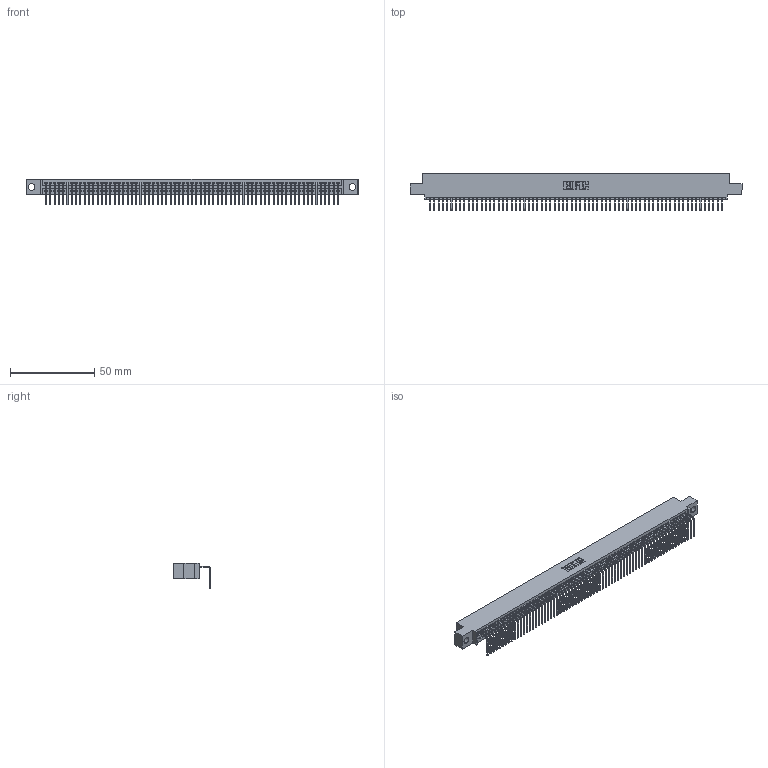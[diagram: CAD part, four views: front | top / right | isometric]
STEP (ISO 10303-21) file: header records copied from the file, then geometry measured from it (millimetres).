
FILE_DESCRIPTION (( 'STEP AP203' ), '1' );
FILE_NAME ('395-069-558-404.STEP', '2018-11-26T12:13:46', ( '' ), ( '' ), 'SwSTEP 2.0', 'SolidWorks 2016', '' );
FILE_SCHEMA (( 'CONFIG_CONTROL_DESIGN' ));
Length unit declared in the file: inch
Products named in the file (3): 345 Part_0.110 Offset - 0.156 Dia-TH; 345-292-001_558 Tail - 2; 395-069-558-404
Assembly tree (70 placements, depth 2):
  395-069-558-404
    345 Part_0.110 Offset - 0.156 Dia-TH
    345-292-001_558 Tail - 2  x69
Bounding box: 196.47 x 21.83 x 15.37 mm (x, y, z)
Volume: 18950.7 mm3; surface area: 26792.2 mm2
Topology: 70 solids, 70 shells, 4270 faces, 12911 edges, 8514 vertices
Faces by surface type: plane 2982, cylinder 1288
Entity records: 48515 total; most frequent: ORIENTED_EDGE 8414, CARTESIAN_POINT 8411, DIRECTION 7305, EDGE_CURVE 4207, VECTOR 3799, LINE 3799, VERTEX_POINT 2802, AXIS2_PLACEMENT_3D 1753
